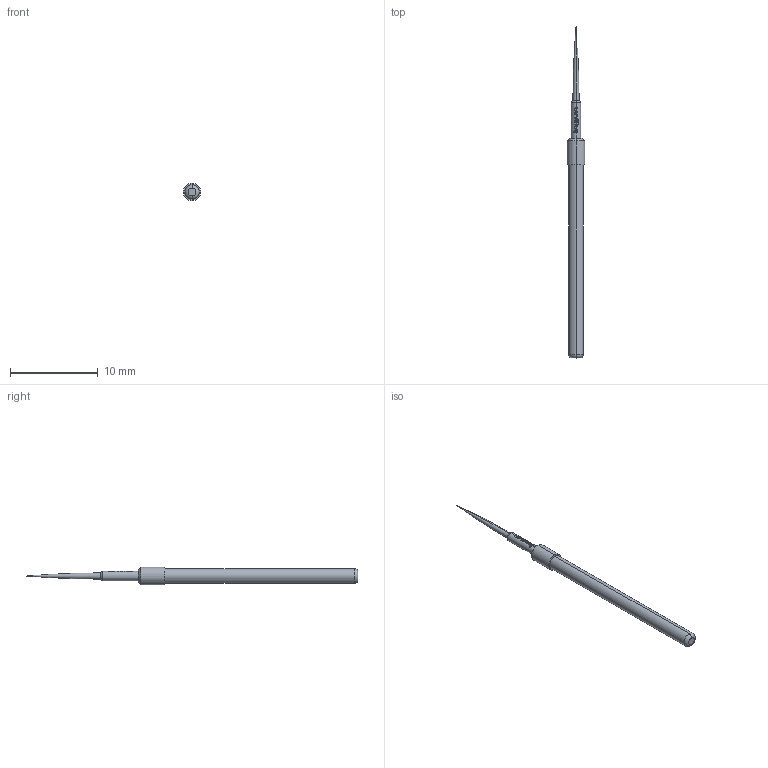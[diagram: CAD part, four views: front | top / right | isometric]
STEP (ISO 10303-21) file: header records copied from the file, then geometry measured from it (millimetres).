
FILE_DESCRIPTION (( 'STEP AP203' ), '1' );
FILE_NAME ('INGUN_GKS-412_209_070_N_xx03.STEP', '2022-02-01T08:35:36', ( 'ochi' ), ( '' ), 'SwSTEP 2.0', 'SolidWorks 2018', '' );
FILE_SCHEMA (( 'CONFIG_CONTROL_DESIGN' ));
Length unit declared in the file: millimetre
Products named in the file (1): INGUN_GKS-412_209_070_N_xx03
Bounding box: 2 x 37.8 x 2 mm (x, y, z)
Volume: 61.5 mm3; surface area: 163.2 mm2
Topology: 1 solids, 1 shells, 99 faces, 276 edges, 181 vertices
Faces by surface type: plane 44, cylinder 25, bspline 22, torus 6, cone 2
Entity records: 3529 total; most frequent: CARTESIAN_POINT 1055, ORIENTED_EDGE 548, DIRECTION 446, EDGE_CURVE 274, VERTEX_POINT 181, AXIS2_PLACEMENT_3D 180, EDGE_LOOP 103, CIRCLE 102
